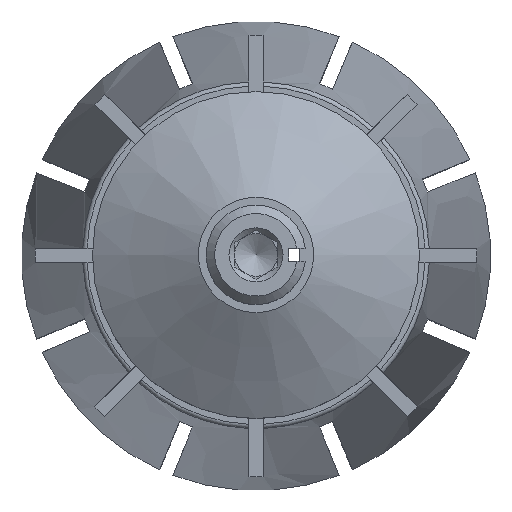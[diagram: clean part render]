
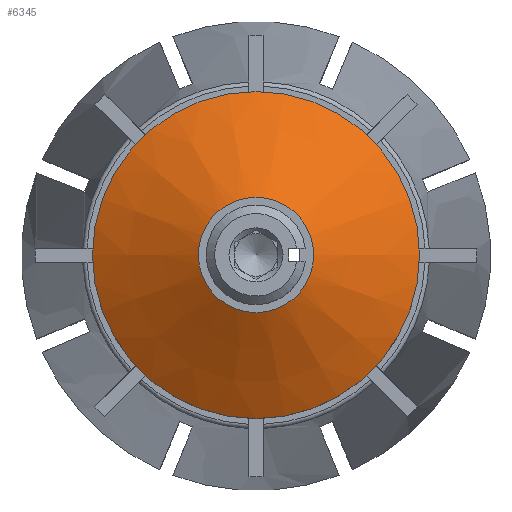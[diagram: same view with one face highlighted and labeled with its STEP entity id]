
A CAD part, top view. The second image highlights one B-rep face of the part: STEP entity #6345.
In plain terms, the highlighted conical face has half-angle 60 degrees and reference radius 4.052 mm.
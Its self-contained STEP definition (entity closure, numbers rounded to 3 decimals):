
#92=CONICAL_SURFACE('',#6859,4.052,1.047);
#531=CIRCLE('',#6836,4.052);
#543=CIRCLE('',#6858,11.5);
#1860=ORIENTED_EDGE('',*,*,#2621,.F.);
#1861=ORIENTED_EDGE('',*,*,#2637,.T.);
#2621=EDGE_CURVE('',#3115,#3115,#531,.T.);
#2637=EDGE_CURVE('',#3129,#3129,#543,.T.);
#3115=VERTEX_POINT('',#9910);
#3129=VERTEX_POINT('',#9950);
#3981=EDGE_LOOP('',(#1860));
#3982=EDGE_LOOP('',(#1861));
#4249=FACE_BOUND('',#3981,.T.);
#4250=FACE_BOUND('',#3982,.T.);
#6345=ADVANCED_FACE('',(#4249,#4250),#92,.T.);
#6836=AXIS2_PLACEMENT_3D('',#9909,#8081,#8082);
#6858=AXIS2_PLACEMENT_3D('',#9949,#8129,#8130);
#6859=AXIS2_PLACEMENT_3D('',#9951,#8131,#8132);
#8081=DIRECTION('',(0.,0.,1.));
#8082=DIRECTION('',(1.,0.,0.));
#8129=DIRECTION('',(0.,0.,1.));
#8130=DIRECTION('',(1.,0.,0.));
#8131=DIRECTION('',(0.,0.,-1.));
#8132=DIRECTION('',(-1.,0.,0.));
#9909=CARTESIAN_POINT('',(0.,0.,50.4));
#9910=CARTESIAN_POINT('',(4.052,0.,50.4));
#9949=CARTESIAN_POINT('',(0.,0.,46.1));
#9950=CARTESIAN_POINT('',(11.5,0.,46.1));
#9951=CARTESIAN_POINT('',(0.,0.,50.4));
